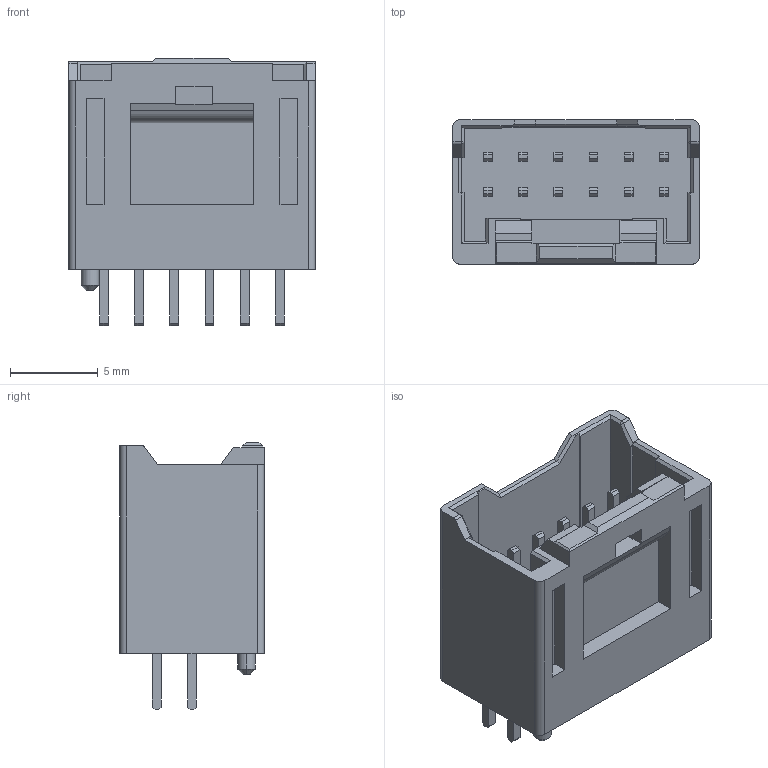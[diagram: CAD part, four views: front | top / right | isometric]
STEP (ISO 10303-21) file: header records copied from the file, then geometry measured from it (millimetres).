
FILE_DESCRIPTION (( 'STEP AP214' ), '1' );
FILE_NAME ('CONN-TH_5016451220.step', '2022-08-03T17:18:49', ( '' ), ( '' ), 'SwSTEP 2.0', 'SolidWorks 2020', '' );
FILE_SCHEMA (( 'AUTOMOTIVE_DESIGN' ));
Length unit declared in the file: millimetre
Products named in the file (1): CONN-TH_5016451220
Bounding box: 14 x 8.2 x 15.2 mm (x, y, z)
Volume: 726 mm3; surface area: 1290 mm2
Topology: 14 solids, 14 shells, 584 faces, 1537 edges, 1018 vertices
Faces by surface type: plane 457, bspline 114, cylinder 9, cone 4
Entity records: 23747 total; most frequent: CARTESIAN_POINT 5502, ORIENTED_EDGE 3074, DIRECTION 2269, EDGE_CURVE 1537, VECTOR 1283, LINE 1283, VERTEX_POINT 1018, EDGE_LOOP 635
